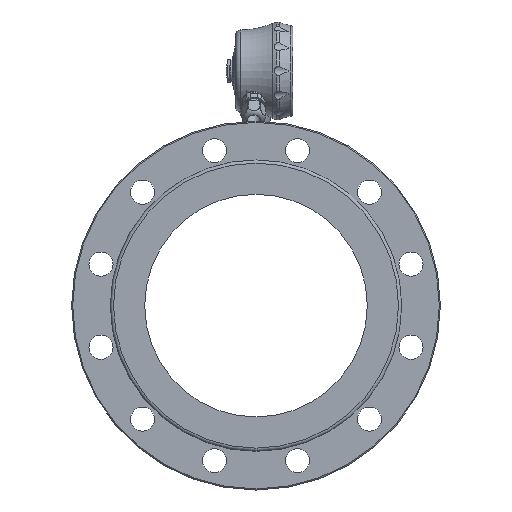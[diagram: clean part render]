
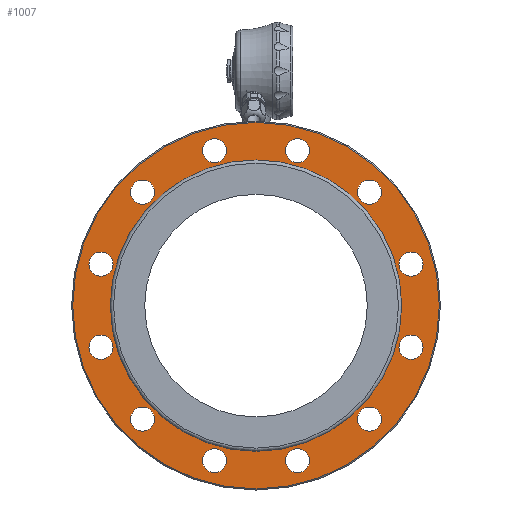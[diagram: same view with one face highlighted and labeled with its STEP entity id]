
A CAD part, front view. The second image highlights one B-rep face of the part: STEP entity #1007.
In plain terms, the highlighted planar face has unit normal (0, -1, 0).
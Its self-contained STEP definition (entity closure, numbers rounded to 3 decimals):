
#1007 = ADVANCED_FACE( '', ( #2368, #2369, #2370, #2371, #2372, #2373, #2374, #2375, #2376, #2377, #2378, #2379, #2380, #2381 ), #2382, .T. );
#2368 = FACE_OUTER_BOUND( '', #4366, .T. );
#2369 = FACE_BOUND( '', #4367, .T. );
#2370 = FACE_BOUND( '', #4368, .T. );
#2371 = FACE_BOUND( '', #4369, .T. );
#2372 = FACE_BOUND( '', #4370, .T. );
#2373 = FACE_BOUND( '', #4371, .T. );
#2374 = FACE_BOUND( '', #4372, .T. );
#2375 = FACE_BOUND( '', #4373, .T. );
#2376 = FACE_BOUND( '', #4374, .T. );
#2377 = FACE_BOUND( '', #4375, .T. );
#2378 = FACE_BOUND( '', #4376, .T. );
#2379 = FACE_BOUND( '', #4377, .T. );
#2380 = FACE_BOUND( '', #4378, .T. );
#2381 = FACE_BOUND( '', #4379, .T. );
#2382 = PLANE( '', #4380 );
#4366 = EDGE_LOOP( '', ( #7943 ) );
#4367 = EDGE_LOOP( '', ( #7944 ) );
#4368 = EDGE_LOOP( '', ( #7945 ) );
#4369 = EDGE_LOOP( '', ( #7946 ) );
#4370 = EDGE_LOOP( '', ( #7947 ) );
#4371 = EDGE_LOOP( '', ( #7948 ) );
#4372 = EDGE_LOOP( '', ( #7949 ) );
#4373 = EDGE_LOOP( '', ( #7950 ) );
#4374 = EDGE_LOOP( '', ( #7951 ) );
#4375 = EDGE_LOOP( '', ( #7952 ) );
#4376 = EDGE_LOOP( '', ( #7953 ) );
#4377 = EDGE_LOOP( '', ( #7954 ) );
#4378 = EDGE_LOOP( '', ( #7955 ) );
#4379 = EDGE_LOOP( '', ( #7956 ) );
#4380 = AXIS2_PLACEMENT_3D( '', #7957, #7958, #7959 );
#7943 = ORIENTED_EDGE( '', *, *, #11413, .T. );
#7944 = ORIENTED_EDGE( '', *, *, #11069, .F. );
#7945 = ORIENTED_EDGE( '', *, *, #11587, .F. );
#7946 = ORIENTED_EDGE( '', *, *, #11588, .F. );
#7947 = ORIENTED_EDGE( '', *, *, #11589, .F. );
#7948 = ORIENTED_EDGE( '', *, *, #11590, .F. );
#7949 = ORIENTED_EDGE( '', *, *, #11591, .F. );
#7950 = ORIENTED_EDGE( '', *, *, #11592, .F. );
#7951 = ORIENTED_EDGE( '', *, *, #11193, .F. );
#7952 = ORIENTED_EDGE( '', *, *, #11593, .F. );
#7953 = ORIENTED_EDGE( '', *, *, #11594, .F. );
#7954 = ORIENTED_EDGE( '', *, *, #11595, .F. );
#7955 = ORIENTED_EDGE( '', *, *, #11123, .F. );
#7956 = ORIENTED_EDGE( '', *, *, #11596, .F. );
#7957 = CARTESIAN_POINT( '', ( 0., -170., 135.5 ) );
#7958 = DIRECTION( '', ( 0., -1., 0. ) );
#7959 = DIRECTION( '', ( 0., 0., 1. ) );
#11069 = EDGE_CURVE( '', #13306, #13306, #13307, .T. );
#11123 = EDGE_CURVE( '', #13386, #13386, #13387, .T. );
#11193 = EDGE_CURVE( '', #13503, #13503, #13504, .T. );
#11413 = EDGE_CURVE( '', #13849, #13849, #13850, .T. );
#11587 = EDGE_CURVE( '', #14096, #14096, #14097, .T. );
#11588 = EDGE_CURVE( '', #14098, #14098, #14099, .T. );
#11589 = EDGE_CURVE( '', #14100, #14100, #14101, .T. );
#11590 = EDGE_CURVE( '', #14102, #14102, #14103, .T. );
#11591 = EDGE_CURVE( '', #14104, #14104, #14105, .T. );
#11592 = EDGE_CURVE( '', #14106, #14106, #14107, .T. );
#11593 = EDGE_CURVE( '', #14108, #14108, #14109, .T. );
#11594 = EDGE_CURVE( '', #14110, #14110, #14111, .T. );
#11595 = EDGE_CURVE( '', #14112, #14112, #14113, .T. );
#11596 = EDGE_CURVE( '', #14114, #14114, #14115, .T. );
#13306 = VERTEX_POINT( '', #17234 );
#13307 = CIRCLE( '', #17235, 11.2 );
#13386 = VERTEX_POINT( '', #17354 );
#13387 = CIRCLE( '', #17355, 11.2 );
#13503 = VERTEX_POINT( '', #17524 );
#13504 = CIRCLE( '', #17525, 11.2 );
#13849 = VERTEX_POINT( '', #18197 );
#13850 = CIRCLE( '', #18198, 170.45 );
#14096 = VERTEX_POINT( '', #19069 );
#14097 = CIRCLE( '', #19070, 11.2 );
#14098 = VERTEX_POINT( '', #19071 );
#14099 = CIRCLE( '', #19072, 11.2 );
#14100 = VERTEX_POINT( '', #19073 );
#14101 = CIRCLE( '', #19074, 11.2 );
#14102 = VERTEX_POINT( '', #19075 );
#14103 = CIRCLE( '', #19076, 11.2 );
#14104 = VERTEX_POINT( '', #19077 );
#14105 = CIRCLE( '', #19078, 11.2 );
#14106 = VERTEX_POINT( '', #19079 );
#14107 = CIRCLE( '', #19080, 11.2 );
#14108 = VERTEX_POINT( '', #19081 );
#14109 = CIRCLE( '', #19082, 11.2 );
#14110 = VERTEX_POINT( '', #19083 );
#14111 = CIRCLE( '', #19084, 11.2 );
#14112 = VERTEX_POINT( '', #19085 );
#14113 = CIRCLE( '', #19086, 11.2 );
#14114 = VERTEX_POINT( '', #19087 );
#14115 = CIRCLE( '', #19088, 135.5 );
#17234 = CARTESIAN_POINT( '', ( 95.836, -170., 111.136 ) );
#17235 = AXIS2_PLACEMENT_3D( '', #22498, #22499, #22500 );
#17354 = CARTESIAN_POINT( '', ( 27.429, -170., 144.164 ) );
#17355 = AXIS2_PLACEMENT_3D( '', #22559, #22560, #22561 );
#17524 = CARTESIAN_POINT( '', ( -138.564, -170., -48.328 ) );
#17525 = AXIS2_PLACEMENT_3D( '', #22636, #22637, #22638 );
#18197 = CARTESIAN_POINT( '', ( 0., -170., 170.45 ) );
#18198 = AXIS2_PLACEMENT_3D( '', #22917, #22918, #22919 );
#19069 = CARTESIAN_POINT( '', ( 138.564, -170., 48.328 ) );
#19070 = AXIS2_PLACEMENT_3D( '', #23067, #23068, #23069 );
#19071 = CARTESIAN_POINT( '', ( 144.164, -170., -27.429 ) );
#19072 = AXIS2_PLACEMENT_3D( '', #23070, #23071, #23072 );
#19073 = CARTESIAN_POINT( '', ( 111.136, -170., -95.836 ) );
#19074 = AXIS2_PLACEMENT_3D( '', #23073, #23074, #23075 );
#19075 = CARTESIAN_POINT( '', ( 48.328, -170., -138.564 ) );
#19076 = AXIS2_PLACEMENT_3D( '', #23076, #23077, #23078 );
#19077 = CARTESIAN_POINT( '', ( -27.429, -170., -144.164 ) );
#19078 = AXIS2_PLACEMENT_3D( '', #23079, #23080, #23081 );
#19079 = CARTESIAN_POINT( '', ( -95.836, -170., -111.136 ) );
#19080 = AXIS2_PLACEMENT_3D( '', #23082, #23083, #23084 );
#19081 = CARTESIAN_POINT( '', ( -144.164, -170., 27.429 ) );
#19082 = AXIS2_PLACEMENT_3D( '', #23085, #23086, #23087 );
#19083 = CARTESIAN_POINT( '', ( -111.136, -170., 95.836 ) );
#19084 = AXIS2_PLACEMENT_3D( '', #23088, #23089, #23090 );
#19085 = CARTESIAN_POINT( '', ( -48.328, -170., 138.564 ) );
#19086 = AXIS2_PLACEMENT_3D( '', #23091, #23092, #23093 );
#19087 = CARTESIAN_POINT( '', ( 0., -170., 135.5 ) );
#19088 = AXIS2_PLACEMENT_3D( '', #23094, #23095, #23096 );
#22498 = CARTESIAN_POINT( '', ( 105.536, -170., 105.536 ) );
#22499 = DIRECTION( '', ( 0., -1., 0. ) );
#22500 = DIRECTION( '', ( -0.866, 0., 0.5 ) );
#22559 = CARTESIAN_POINT( '', ( 38.629, -170., 144.164 ) );
#22560 = DIRECTION( '', ( 0., -1., 0. ) );
#22561 = DIRECTION( '', ( -1., 0., 0. ) );
#22636 = CARTESIAN_POINT( '', ( -144.164, -170., -38.629 ) );
#22637 = DIRECTION( '', ( 0., -1., 0. ) );
#22638 = DIRECTION( '', ( 0.5, 0., -0.866 ) );
#22917 = CARTESIAN_POINT( '', ( 0., -170., 0. ) );
#22918 = DIRECTION( '', ( 0., -1., 0. ) );
#22919 = DIRECTION( '', ( 0., 0., 1. ) );
#23067 = CARTESIAN_POINT( '', ( 144.164, -170., 38.629 ) );
#23068 = DIRECTION( '', ( 0., -1., 0. ) );
#23069 = DIRECTION( '', ( -0.5, 0., 0.866 ) );
#23070 = CARTESIAN_POINT( '', ( 144.164, -170., -38.629 ) );
#23071 = DIRECTION( '', ( 0., -1., 0. ) );
#23072 = DIRECTION( '', ( 0., 0., 1. ) );
#23073 = CARTESIAN_POINT( '', ( 105.536, -170., -105.536 ) );
#23074 = DIRECTION( '', ( 0., -1., 0. ) );
#23075 = DIRECTION( '', ( 0.5, 0., 0.866 ) );
#23076 = CARTESIAN_POINT( '', ( 38.629, -170., -144.164 ) );
#23077 = DIRECTION( '', ( 0., -1., 0. ) );
#23078 = DIRECTION( '', ( 0.866, 0., 0.5 ) );
#23079 = CARTESIAN_POINT( '', ( -38.629, -170., -144.164 ) );
#23080 = DIRECTION( '', ( 0., -1., 0. ) );
#23081 = DIRECTION( '', ( 1., 0., 0. ) );
#23082 = CARTESIAN_POINT( '', ( -105.536, -170., -105.536 ) );
#23083 = DIRECTION( '', ( 0., -1., 0. ) );
#23084 = DIRECTION( '', ( 0.866, 0., -0.5 ) );
#23085 = CARTESIAN_POINT( '', ( -144.164, -170., 38.629 ) );
#23086 = DIRECTION( '', ( 0., -1., 0. ) );
#23087 = DIRECTION( '', ( 0., 0., -1. ) );
#23088 = CARTESIAN_POINT( '', ( -105.536, -170., 105.536 ) );
#23089 = DIRECTION( '', ( 0., -1., 0. ) );
#23090 = DIRECTION( '', ( -0.5, 0., -0.866 ) );
#23091 = CARTESIAN_POINT( '', ( -38.629, -170., 144.164 ) );
#23092 = DIRECTION( '', ( 0., -1., 0. ) );
#23093 = DIRECTION( '', ( -0.866, 0., -0.5 ) );
#23094 = CARTESIAN_POINT( '', ( 0., -170., 0. ) );
#23095 = DIRECTION( '', ( 0., -1., 0. ) );
#23096 = DIRECTION( '', ( 0., 0., 1. ) );
